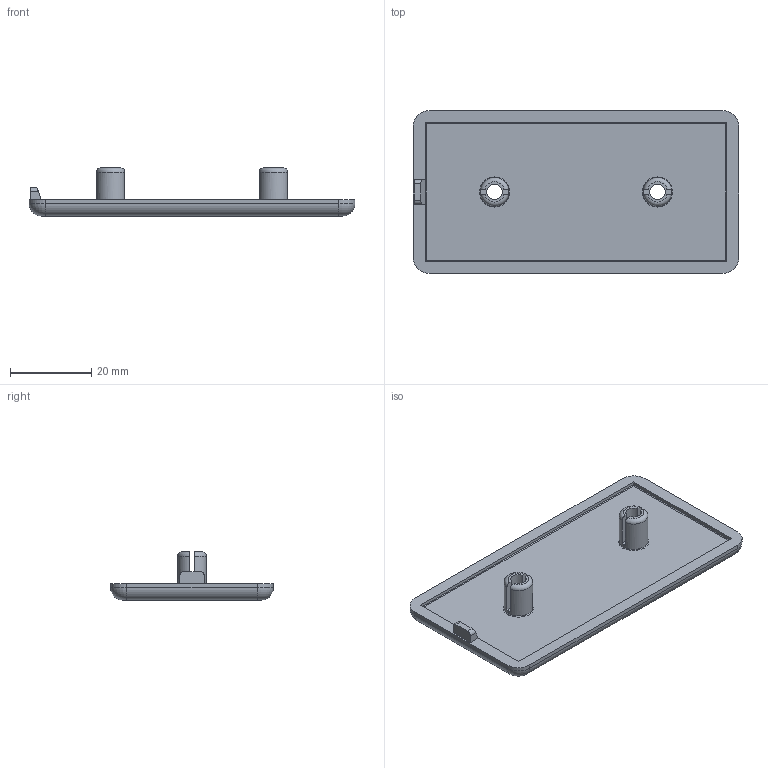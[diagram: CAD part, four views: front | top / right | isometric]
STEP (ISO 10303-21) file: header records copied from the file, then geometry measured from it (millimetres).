
FILE_DESCRIPTION (( 'STEP AP214' ), '1' );
FILE_NAME ('091068.STEP', '2014-08-21T14:10:06', ( '' ), ( '' ), 'SwSTEP 2.0', 'SolidWorks 2014', '' );
FILE_SCHEMA (( 'AUTOMOTIVE_DESIGN' ));
Length unit declared in the file: millimetre
Products named in the file (1): 091068
Bounding box: 80 x 40 x 11.8 mm (x, y, z)
Volume: 10097.9 mm3; surface area: 7858.1 mm2
Topology: 1 solids, 1 shells, 76 faces, 191 edges, 120 vertices
Faces by surface type: plane 34, cylinder 26, torus 12, cone 4
Entity records: 2375 total; most frequent: CARTESIAN_POINT 478, DIRECTION 409, ORIENTED_EDGE 382, EDGE_CURVE 191, AXIS2_PLACEMENT_3D 155, VERTEX_POINT 120, VECTOR 99, LINE 99
